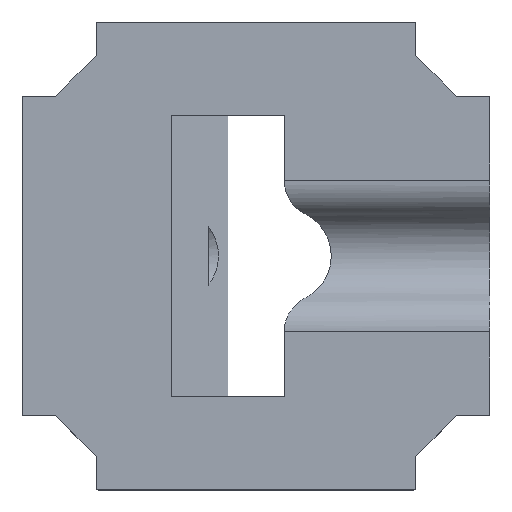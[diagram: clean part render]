
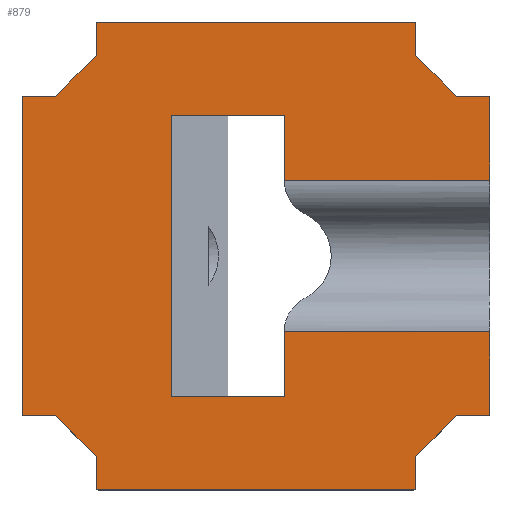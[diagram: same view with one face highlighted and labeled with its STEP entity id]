
A CAD part, top view. The second image highlights one B-rep face of the part: STEP entity #879.
In plain terms, the highlighted planar face has unit normal (0, 0, 1).
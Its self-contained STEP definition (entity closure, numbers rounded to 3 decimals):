
#55=PLANE('',#950);
#98=FACE_OUTER_BOUND('',#143,.T.);
#143=EDGE_LOOP('',(#809,#810,#811,#812,#813,#814,#815,#816,#817,#818,#819,
#820,#821,#822,#823,#824,#825,#826,#827,#828,#829,#830,#831,#832));
#148=LINE('',#1176,#263);
#151=LINE('',#1188,#266);
#155=LINE('',#1196,#270);
#156=LINE('',#1201,#271);
#160=LINE('',#1214,#275);
#162=LINE('',#1219,#277);
#165=LINE('',#1223,#280);
#168=LINE('',#1231,#283);
#172=LINE('',#1238,#287);
#175=LINE('',#1244,#290);
#190=LINE('',#1276,#305);
#192=LINE('',#1280,#307);
#194=LINE('',#1284,#309);
#198=LINE('',#1293,#313);
#202=LINE('',#1300,#317);
#205=LINE('',#1306,#320);
#220=LINE('',#1338,#335);
#222=LINE('',#1342,#337);
#225=LINE('',#1347,#340);
#233=LINE('',#1363,#348);
#236=LINE('',#1367,#351);
#244=LINE('',#1383,#359);
#253=LINE('',#1400,#368);
#262=LINE('',#1416,#377);
#263=VECTOR('',#957,10.);
#266=VECTOR('',#970,10.);
#270=VECTOR('',#974,10.);
#271=VECTOR('',#981,10.);
#275=VECTOR('',#995,10.);
#277=VECTOR('',#999,10.);
#280=VECTOR('',#1004,10.);
#283=VECTOR('',#1009,10.);
#287=VECTOR('',#1015,10.);
#290=VECTOR('',#1020,10.);
#305=VECTOR('',#1041,10.);
#307=VECTOR('',#1045,10.);
#309=VECTOR('',#1049,10.);
#313=VECTOR('',#1055,10.);
#317=VECTOR('',#1061,10.);
#320=VECTOR('',#1066,10.);
#335=VECTOR('',#1087,10.);
#337=VECTOR('',#1091,10.);
#340=VECTOR('',#1096,10.);
#348=VECTOR('',#1112,10.);
#351=VECTOR('',#1115,10.);
#359=VECTOR('',#1131,10.);
#368=VECTOR('',#1148,10.);
#377=VECTOR('',#1165,10.);
#383=VERTEX_POINT('',#1173);
#384=VERTEX_POINT('',#1175);
#388=VERTEX_POINT('',#1187);
#391=VERTEX_POINT('',#1193);
#392=VERTEX_POINT('',#1195);
#393=VERTEX_POINT('',#1199);
#397=VERTEX_POINT('',#1212);
#399=VERTEX_POINT('',#1218);
#402=VERTEX_POINT('',#1228);
#403=VERTEX_POINT('',#1230);
#405=VERTEX_POINT('',#1236);
#407=VERTEX_POINT('',#1242);
#420=VERTEX_POINT('',#1273);
#421=VERTEX_POINT('',#1275);
#422=VERTEX_POINT('',#1279);
#423=VERTEX_POINT('',#1283);
#426=VERTEX_POINT('',#1290);
#427=VERTEX_POINT('',#1292);
#429=VERTEX_POINT('',#1298);
#431=VERTEX_POINT('',#1304);
#444=VERTEX_POINT('',#1335);
#445=VERTEX_POINT('',#1337);
#446=VERTEX_POINT('',#1341);
#447=VERTEX_POINT('',#1345);
#465=EDGE_CURVE('',#383,#384,#148,.T.);
#471=EDGE_CURVE('',#388,#384,#151,.T.);
#475=EDGE_CURVE('',#392,#391,#155,.T.);
#478=EDGE_CURVE('',#392,#393,#156,.T.);
#484=EDGE_CURVE('',#391,#397,#160,.T.);
#486=EDGE_CURVE('',#399,#388,#162,.T.);
#489=EDGE_CURVE('',#397,#399,#165,.T.);
#492=EDGE_CURVE('',#403,#402,#168,.T.);
#496=EDGE_CURVE('',#402,#405,#172,.T.);
#499=EDGE_CURVE('',#405,#407,#175,.T.);
#514=EDGE_CURVE('',#421,#420,#190,.T.);
#516=EDGE_CURVE('',#422,#421,#192,.T.);
#518=EDGE_CURVE('',#423,#422,#194,.T.);
#522=EDGE_CURVE('',#427,#426,#198,.T.);
#526=EDGE_CURVE('',#426,#429,#202,.T.);
#529=EDGE_CURVE('',#429,#431,#205,.T.);
#544=EDGE_CURVE('',#444,#445,#220,.T.);
#546=EDGE_CURVE('',#445,#446,#222,.T.);
#549=EDGE_CURVE('',#447,#444,#225,.T.);
#557=EDGE_CURVE('',#420,#393,#233,.T.);
#560=EDGE_CURVE('',#383,#446,#236,.T.);
#568=EDGE_CURVE('',#407,#423,#244,.T.);
#577=EDGE_CURVE('',#431,#403,#253,.T.);
#586=EDGE_CURVE('',#427,#447,#262,.T.);
#809=ORIENTED_EDGE('',*,*,#465,.F.);
#810=ORIENTED_EDGE('',*,*,#560,.T.);
#811=ORIENTED_EDGE('',*,*,#546,.F.);
#812=ORIENTED_EDGE('',*,*,#544,.F.);
#813=ORIENTED_EDGE('',*,*,#549,.F.);
#814=ORIENTED_EDGE('',*,*,#586,.F.);
#815=ORIENTED_EDGE('',*,*,#522,.T.);
#816=ORIENTED_EDGE('',*,*,#526,.T.);
#817=ORIENTED_EDGE('',*,*,#529,.T.);
#818=ORIENTED_EDGE('',*,*,#577,.T.);
#819=ORIENTED_EDGE('',*,*,#492,.T.);
#820=ORIENTED_EDGE('',*,*,#496,.T.);
#821=ORIENTED_EDGE('',*,*,#499,.T.);
#822=ORIENTED_EDGE('',*,*,#568,.T.);
#823=ORIENTED_EDGE('',*,*,#518,.T.);
#824=ORIENTED_EDGE('',*,*,#516,.T.);
#825=ORIENTED_EDGE('',*,*,#514,.T.);
#826=ORIENTED_EDGE('',*,*,#557,.T.);
#827=ORIENTED_EDGE('',*,*,#478,.F.);
#828=ORIENTED_EDGE('',*,*,#475,.T.);
#829=ORIENTED_EDGE('',*,*,#484,.T.);
#830=ORIENTED_EDGE('',*,*,#489,.T.);
#831=ORIENTED_EDGE('',*,*,#486,.T.);
#832=ORIENTED_EDGE('',*,*,#471,.T.);
#879=ADVANCED_FACE('',(#98),#55,.T.);
#950=AXIS2_PLACEMENT_3D('',#1418,#1168,#1169);
#957=DIRECTION('',(-1.,0.,0.));
#970=DIRECTION('',(0.,-1.,0.));
#974=DIRECTION('',(0.,-1.,0.));
#981=DIRECTION('',(1.,0.,0.));
#995=DIRECTION('',(-1.,0.,0.));
#999=DIRECTION('',(1.,0.,0.));
#1004=DIRECTION('',(0.,1.,0.));
#1009=DIRECTION('',(1.,0.,0.));
#1015=DIRECTION('',(0.707,-0.707,0.));
#1020=DIRECTION('',(0.,-1.,0.));
#1041=DIRECTION('',(1.,0.,0.));
#1045=DIRECTION('',(0.707,0.707,0.));
#1049=DIRECTION('',(0.,1.,0.));
#1055=DIRECTION('',(0.,-1.,0.));
#1061=DIRECTION('',(-0.707,-0.707,0.));
#1066=DIRECTION('',(-1.,0.,0.));
#1087=DIRECTION('',(0.707,-0.707,0.));
#1091=DIRECTION('',(1.,0.,0.));
#1096=DIRECTION('',(0.,-1.,0.));
#1112=DIRECTION('',(0.,1.,0.));
#1115=DIRECTION('',(0.,1.,0.));
#1131=DIRECTION('',(1.,0.,0.));
#1148=DIRECTION('',(0.,-1.,0.));
#1165=DIRECTION('',(1.,0.,0.));
#1168=DIRECTION('center_axis',(0.,0.,1.));
#1169=DIRECTION('ref_axis',(1.,0.,0.));
#1173=CARTESIAN_POINT('',(24.9,8.062,6.));
#1175=CARTESIAN_POINT('',(3.,8.062,6.));
#1176=CARTESIAN_POINT('',(24.9,8.062,6.));
#1187=CARTESIAN_POINT('',(3.,15.,6.));
#1188=CARTESIAN_POINT('',(3.,0.,6.));
#1193=CARTESIAN_POINT('',(3.,-15.,6.));
#1195=CARTESIAN_POINT('',(3.,-8.062,6.));
#1196=CARTESIAN_POINT('',(3.,0.,6.));
#1199=CARTESIAN_POINT('',(24.9,-8.062,6.));
#1201=CARTESIAN_POINT('',(24.9,-8.062,6.));
#1212=CARTESIAN_POINT('',(-9.,-15.,6.));
#1214=CARTESIAN_POINT('',(1.285,-15.,6.));
#1218=CARTESIAN_POINT('',(-9.,15.,6.));
#1219=CARTESIAN_POINT('',(1.285,15.,6.));
#1223=CARTESIAN_POINT('',(-9.,0.,6.));
#1228=CARTESIAN_POINT('',(-21.324,-17.001,6.));
#1230=CARTESIAN_POINT('',(-24.9,-17.001,6.));
#1231=CARTESIAN_POINT('',(-25.1,-17.001,6.));
#1236=CARTESIAN_POINT('',(-17.001,-21.324,6.));
#1238=CARTESIAN_POINT('',(-21.324,-17.001,6.));
#1242=CARTESIAN_POINT('',(-17.001,-24.9,6.));
#1244=CARTESIAN_POINT('',(-17.001,-21.324,6.));
#1273=CARTESIAN_POINT('',(24.9,-17.001,6.));
#1275=CARTESIAN_POINT('',(21.324,-17.001,6.));
#1276=CARTESIAN_POINT('',(21.324,-17.001,6.));
#1279=CARTESIAN_POINT('',(17.001,-21.324,6.));
#1280=CARTESIAN_POINT('',(17.001,-21.324,6.));
#1283=CARTESIAN_POINT('',(17.001,-24.9,6.));
#1284=CARTESIAN_POINT('',(17.001,-25.1,6.));
#1290=CARTESIAN_POINT('',(-17.001,21.324,6.));
#1292=CARTESIAN_POINT('',(-17.001,24.9,6.));
#1293=CARTESIAN_POINT('',(-17.001,25.1,6.));
#1298=CARTESIAN_POINT('',(-21.324,17.001,6.));
#1300=CARTESIAN_POINT('',(-17.001,21.324,6.));
#1304=CARTESIAN_POINT('',(-24.9,17.001,6.));
#1306=CARTESIAN_POINT('',(-21.324,17.001,6.));
#1335=CARTESIAN_POINT('',(17.001,21.324,6.));
#1337=CARTESIAN_POINT('',(21.324,17.001,6.));
#1338=CARTESIAN_POINT('',(17.001,21.324,6.));
#1341=CARTESIAN_POINT('',(24.9,17.001,6.));
#1342=CARTESIAN_POINT('',(21.324,17.001,6.));
#1345=CARTESIAN_POINT('',(17.001,24.9,6.));
#1347=CARTESIAN_POINT('',(17.001,25.1,6.));
#1363=CARTESIAN_POINT('',(24.9,-17.001,6.));
#1367=CARTESIAN_POINT('',(24.9,-17.001,6.));
#1383=CARTESIAN_POINT('',(-17.001,-24.9,6.));
#1400=CARTESIAN_POINT('',(-24.9,17.001,6.));
#1416=CARTESIAN_POINT('',(16.801,24.9,6.));
#1418=CARTESIAN_POINT('Origin',(0.,0.,6.));
